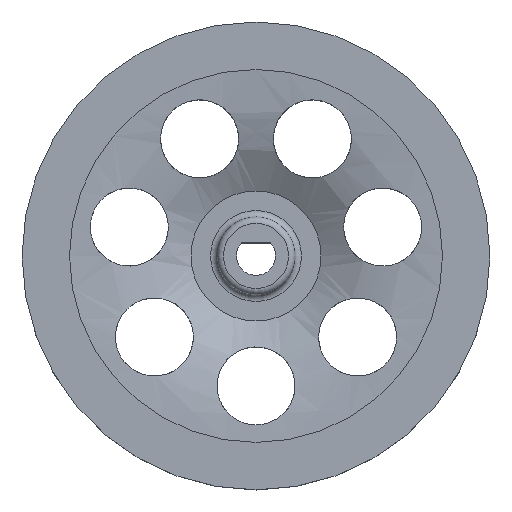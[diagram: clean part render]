
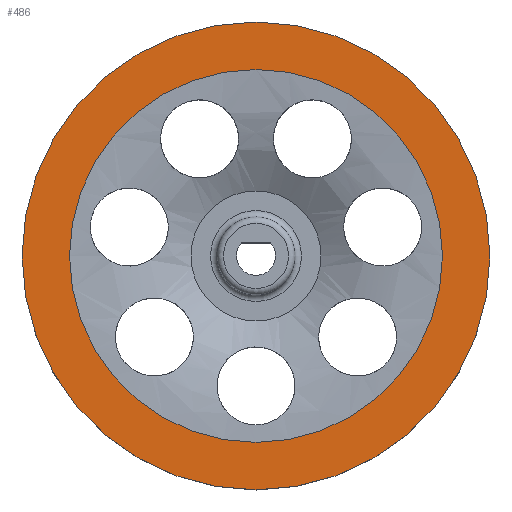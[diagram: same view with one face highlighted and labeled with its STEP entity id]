
A CAD part, top view. The second image highlights one B-rep face of the part: STEP entity #486.
In plain terms, the highlighted planar face has unit normal (0, 0, 1).
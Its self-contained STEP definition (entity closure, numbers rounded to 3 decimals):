
#30=FACE_BOUND('',#102,.T.);
#43=PLANE('',#558);
#67=FACE_OUTER_BOUND('',#101,.T.);
#101=EDGE_LOOP('',(#427,#428));
#102=EDGE_LOOP('',(#429,#430));
#188=CIRCLE('',#556,18.);
#189=CIRCLE('',#557,18.);
#190=CIRCLE('',#559,14.347);
#191=CIRCLE('',#560,14.347);
#241=VERTEX_POINT('',#1128);
#242=VERTEX_POINT('',#1129);
#243=VERTEX_POINT('',#1134);
#244=VERTEX_POINT('',#1135);
#308=EDGE_CURVE('',#241,#242,#188,.T.);
#309=EDGE_CURVE('',#242,#241,#189,.T.);
#311=EDGE_CURVE('',#243,#244,#190,.T.);
#312=EDGE_CURVE('',#244,#243,#191,.T.);
#427=ORIENTED_EDGE('',*,*,#308,.T.);
#428=ORIENTED_EDGE('',*,*,#309,.T.);
#429=ORIENTED_EDGE('',*,*,#311,.F.);
#430=ORIENTED_EDGE('',*,*,#312,.F.);
#486=ADVANCED_FACE('',(#67,#30),#43,.T.);
#556=AXIS2_PLACEMENT_3D('',#1130,#684,#685);
#557=AXIS2_PLACEMENT_3D('',#1131,#686,#687);
#558=AXIS2_PLACEMENT_3D('',#1133,#689,#690);
#559=AXIS2_PLACEMENT_3D('',#1136,#691,#692);
#560=AXIS2_PLACEMENT_3D('',#1137,#693,#694);
#684=DIRECTION('center_axis',(0.,0.,1.));
#685=DIRECTION('ref_axis',(1.,0.,0.));
#686=DIRECTION('center_axis',(0.,0.,1.));
#687=DIRECTION('ref_axis',(1.,0.,0.));
#689=DIRECTION('center_axis',(0.,0.,1.));
#690=DIRECTION('ref_axis',(1.,0.,0.));
#691=DIRECTION('center_axis',(0.,0.,1.));
#692=DIRECTION('ref_axis',(1.,0.,0.));
#693=DIRECTION('center_axis',(0.,0.,1.));
#694=DIRECTION('ref_axis',(1.,0.,0.));
#1128=CARTESIAN_POINT('',(0.,-18.,5.3));
#1129=CARTESIAN_POINT('',(0.,18.,5.3));
#1130=CARTESIAN_POINT('Origin',(0.,0.,5.3));
#1131=CARTESIAN_POINT('Origin',(0.,0.,5.3));
#1133=CARTESIAN_POINT('Origin',(0.,-14.347,5.3));
#1134=CARTESIAN_POINT('',(0.,-14.347,5.3));
#1135=CARTESIAN_POINT('',(-14.347,0.,5.3));
#1136=CARTESIAN_POINT('Origin',(0.,0.,5.3));
#1137=CARTESIAN_POINT('Origin',(0.,0.,5.3));
